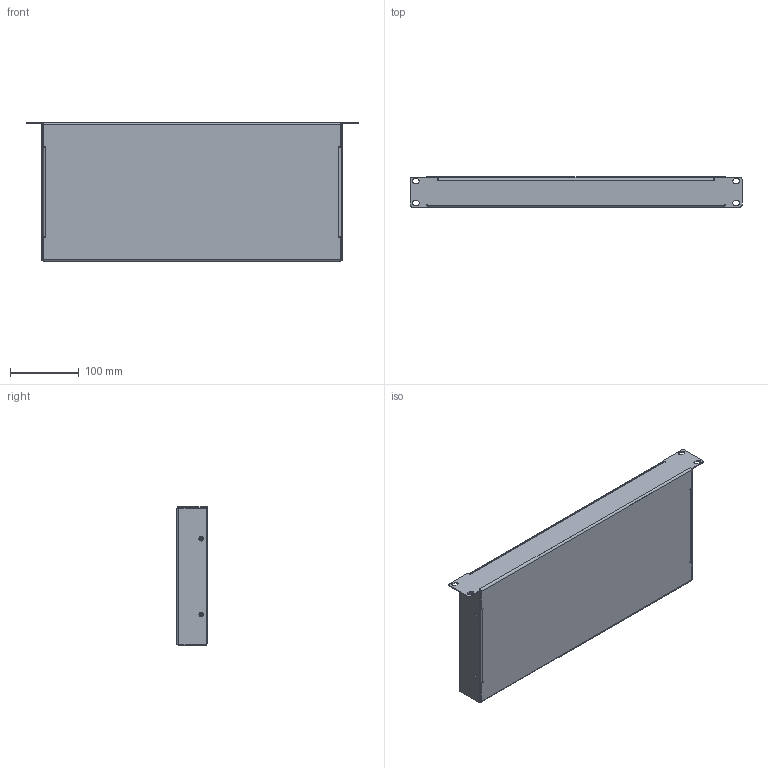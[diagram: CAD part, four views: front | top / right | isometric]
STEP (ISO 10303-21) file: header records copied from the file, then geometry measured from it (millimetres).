
FILE_DESCRIPTION (( 'STEP AP203' ), '1' );
FILE_NAME ('Rack box 1U.STEP', '2022-04-24T08:07:45', ( '' ), ( '' ), 'SwSTEP 2.0', 'SolidWorks 2020', '' );
FILE_SCHEMA (( 'CONFIG_CONTROL_DESIGN' ));
Length unit declared in the file: millimetre
Products named in the file (3): Rack box 1U bottom_00; Rack box 1U top_00; Rack box 1U
Assembly tree (2 placements, depth 2):
  Rack box 1U
    Rack box 1U bottom_00
    Rack box 1U top_00
Bounding box: 482.6 x 44.3 x 201.5 mm (x, y, z)
Volume: 359301.3 mm3; surface area: 484264.3 mm2
Topology: 2 solids, 2 shells, 186 faces, 482 edges, 300 vertices
Faces by surface type: plane 102, cylinder 68, cone 16
Entity records: 6027 total; most frequent: DIRECTION 1032, CARTESIAN_POINT 973, ORIENTED_EDGE 964, EDGE_CURVE 482, AXIS2_PLACEMENT_3D 359, VECTOR 314, LINE 314, VERTEX_POINT 300
